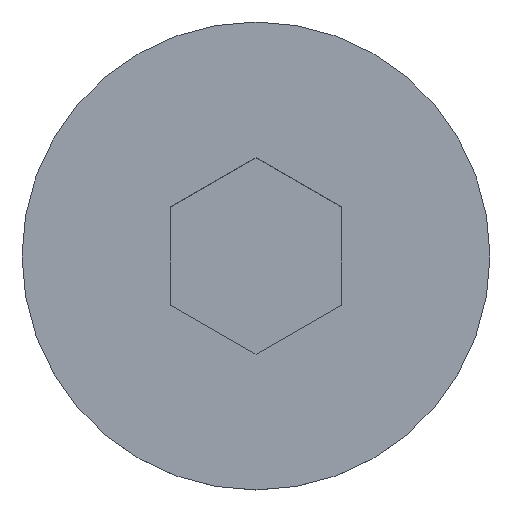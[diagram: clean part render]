
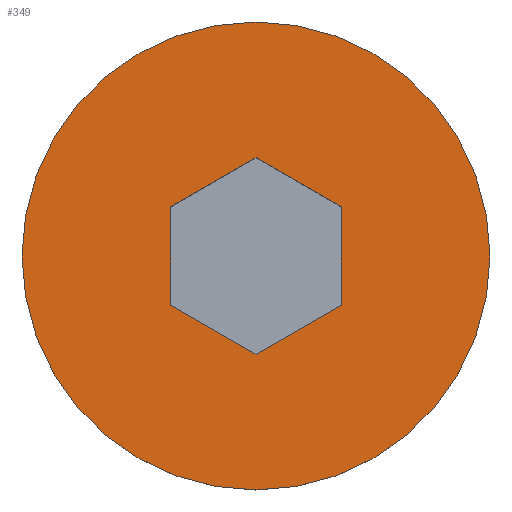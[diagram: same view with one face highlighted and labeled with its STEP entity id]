
A CAD part, top view. The second image highlights one B-rep face of the part: STEP entity #349.
In plain terms, the highlighted planar face has unit normal (0, 0, 1).
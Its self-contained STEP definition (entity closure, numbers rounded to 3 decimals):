
#7 = FACE_BOUND ( 'NONE', #353, .T. ) ;
#8 = EDGE_CURVE ( 'NONE', #317, #89, #90, .T. ) ;
#23 = CARTESIAN_POINT ( 'NONE',  ( 0., 0., 2. ) ) ;
#26 = VECTOR ( 'NONE', #195, 1000. ) ;
#36 = CARTESIAN_POINT ( 'NONE',  ( -1., 0.577, 2. ) ) ;
#38 = CARTESIAN_POINT ( 'NONE',  ( -1., -0.577, 2. ) ) ;
#69 = VERTEX_POINT ( 'NONE', #403 ) ;
#70 = DIRECTION ( 'NONE',  ( 1., 0., 0. ) ) ;
#80 = LINE ( 'NONE', #213, #191 ) ;
#83 = VECTOR ( 'NONE', #477, 1000. ) ;
#88 = DIRECTION ( 'NONE',  ( 1., 0., 0. ) ) ;
#89 = VERTEX_POINT ( 'NONE', #178 ) ;
#90 = LINE ( 'NONE', #249, #130 ) ;
#101 = CARTESIAN_POINT ( 'NONE',  ( 1., -0.577, 2. ) ) ;
#111 = DIRECTION ( 'NONE',  ( 0., 0., 1. ) ) ;
#115 = CARTESIAN_POINT ( 'NONE',  ( -1., -0.577, 2. ) ) ;
#130 = VECTOR ( 'NONE', #322, 1000. ) ;
#132 = CARTESIAN_POINT ( 'NONE',  ( 0., 0., 2. ) ) ;
#144 = DIRECTION ( 'NONE',  ( 0., 1., 0. ) ) ;
#149 = CARTESIAN_POINT ( 'NONE',  ( 0., -1.155, 2. ) ) ;
#150 = EDGE_LOOP ( 'NONE', ( #458, #328 ) ) ;
#156 = CARTESIAN_POINT ( 'NONE',  ( 0., -1.155, 2. ) ) ;
#157 = VERTEX_POINT ( 'NONE', #101 ) ;
#158 = EDGE_CURVE ( 'NONE', #244, #271, #159, .T. ) ;
#159 = LINE ( 'NONE', #38, #238 ) ;
#166 = ORIENTED_EDGE ( 'NONE', *, *, #319, .F. ) ;
#176 = VECTOR ( 'NONE', #144, 1000. ) ;
#178 = CARTESIAN_POINT ( 'NONE',  ( -1., 0.577, 2. ) ) ;
#185 = EDGE_CURVE ( 'NONE', #271, #157, #223, .T. ) ;
#191 = VECTOR ( 'NONE', #397, 1000. ) ;
#195 = DIRECTION ( 'NONE',  ( 0., -1., 0. ) ) ;
#198 = LINE ( 'NONE', #443, #176 ) ;
#213 = CARTESIAN_POINT ( 'NONE',  ( 1., 0.577, 2. ) ) ;
#221 = CIRCLE ( 'NONE', #276, 2.75 ) ;
#223 = LINE ( 'NONE', #149, #83 ) ;
#227 = EDGE_CURVE ( 'NONE', #157, #69, #198, .T. ) ;
#231 = LINE ( 'NONE', #36, #26 ) ;
#235 = ORIENTED_EDGE ( 'NONE', *, *, #8, .F. ) ;
#238 = VECTOR ( 'NONE', #378, 1000. ) ;
#244 = VERTEX_POINT ( 'NONE', #115 ) ;
#249 = CARTESIAN_POINT ( 'NONE',  ( 0., 1.155, 2. ) ) ;
#262 = EDGE_CURVE ( 'NONE', #89, #244, #231, .T. ) ;
#271 = VERTEX_POINT ( 'NONE', #156 ) ;
#276 = AXIS2_PLACEMENT_3D ( 'NONE', #23, #111, #300 ) ;
#286 = AXIS2_PLACEMENT_3D ( 'NONE', #333, #449, #70 ) ;
#300 = DIRECTION ( 'NONE',  ( 1., 0., 0. ) ) ;
#311 = VERTEX_POINT ( 'NONE', #359 ) ;
#317 = VERTEX_POINT ( 'NONE', #468 ) ;
#318 = ORIENTED_EDGE ( 'NONE', *, *, #158, .F. ) ;
#319 = EDGE_CURVE ( 'NONE', #69, #317, #80, .T. ) ;
#321 = CARTESIAN_POINT ( 'NONE',  ( 2.75, 0., 2. ) ) ;
#322 = DIRECTION ( 'NONE',  ( -0.866, -0.5, 0. ) ) ;
#328 = ORIENTED_EDGE ( 'NONE', *, *, #482, .T. ) ;
#333 = CARTESIAN_POINT ( 'NONE',  ( 0., 0., 2. ) ) ;
#343 = AXIS2_PLACEMENT_3D ( 'NONE', #132, #366, #88 ) ;
#349 = ADVANCED_FACE ( 'NONE', ( #7, #352 ), #421, .T. ) ;
#352 = FACE_OUTER_BOUND ( 'NONE', #150, .T. ) ;
#353 = EDGE_LOOP ( 'NONE', ( #166, #391, #389, #318, #410, #235 ) ) ;
#359 = CARTESIAN_POINT ( 'NONE',  ( -2.75, 0., 2. ) ) ;
#366 = DIRECTION ( 'NONE',  ( 0., 0., 1. ) ) ;
#373 = VERTEX_POINT ( 'NONE', #321 ) ;
#378 = DIRECTION ( 'NONE',  ( 0.866, -0.5, 0. ) ) ;
#389 = ORIENTED_EDGE ( 'NONE', *, *, #185, .F. ) ;
#391 = ORIENTED_EDGE ( 'NONE', *, *, #227, .F. ) ;
#397 = DIRECTION ( 'NONE',  ( -0.866, 0.5, 0. ) ) ;
#403 = CARTESIAN_POINT ( 'NONE',  ( 1., 0.577, 2. ) ) ;
#407 = CIRCLE ( 'NONE', #286, 2.75 ) ;
#410 = ORIENTED_EDGE ( 'NONE', *, *, #262, .F. ) ;
#421 = PLANE ( 'NONE',  #343 ) ;
#423 = EDGE_CURVE ( 'NONE', #311, #373, #221, .T. ) ;
#443 = CARTESIAN_POINT ( 'NONE',  ( 1., -0.577, 2. ) ) ;
#449 = DIRECTION ( 'NONE',  ( 0., 0., 1. ) ) ;
#458 = ORIENTED_EDGE ( 'NONE', *, *, #423, .T. ) ;
#468 = CARTESIAN_POINT ( 'NONE',  ( 0., 1.155, 2. ) ) ;
#477 = DIRECTION ( 'NONE',  ( 0.866, 0.5, 0. ) ) ;
#482 = EDGE_CURVE ( 'NONE', #373, #311, #407, .T. ) ;
